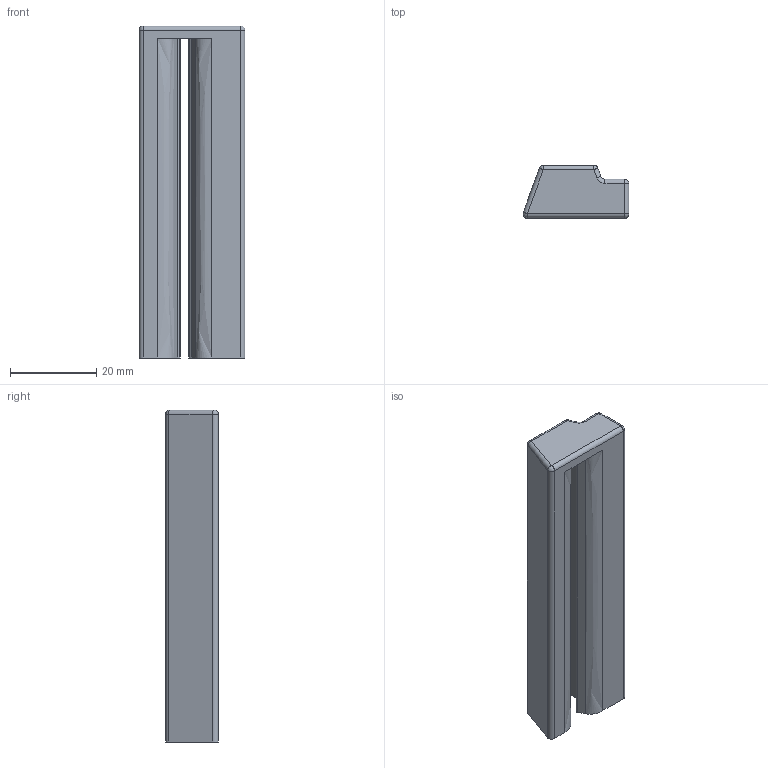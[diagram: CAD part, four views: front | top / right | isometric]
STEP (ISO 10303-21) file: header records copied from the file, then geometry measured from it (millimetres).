
FILE_DESCRIPTION(('CATIA V5 STEP Exchange'),'2;1');
FILE_NAME('dispo depoussierant.stp','2020-06-29T12:12:06+00:00',('none'),('none'),'CATIA Version 5 Release 19 SP 2 (IN-10)','CATIA V5 STEP AP203','none');
FILE_SCHEMA(('CONFIG_CONTROL_DESIGN'));
Length unit declared in the file: millimetre
Products named in the file (1): dispo depoussierant
Bounding box: 24.57 x 12.2 x 77 mm (x, y, z)
Volume: 12943.1 mm3; surface area: 8970.7 mm2
Topology: 1 solids, 1 shells, 66 faces, 181 edges, 113 vertices
Faces by surface type: plane 34, cylinder 24, sphere 5, extrusion 2, torus 1
Entity records: 2046 total; most frequent: CARTESIAN_POINT 392, ORIENTED_EDGE 352, DIRECTION 290, EDGE_CURVE 176, VECTOR 125, LINE 123, VERTEX_POINT 113, AXIS2_PLACEMENT_3D 108
